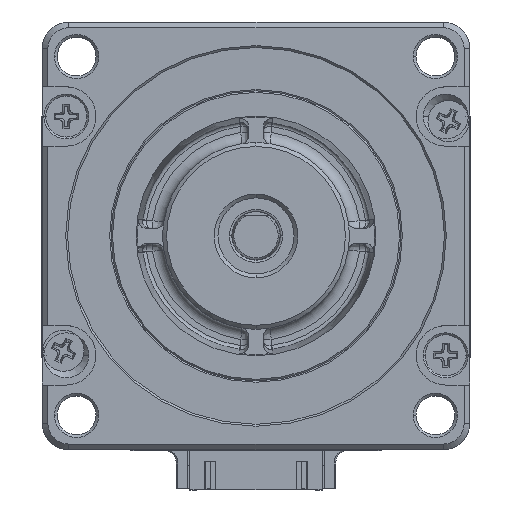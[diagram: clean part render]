
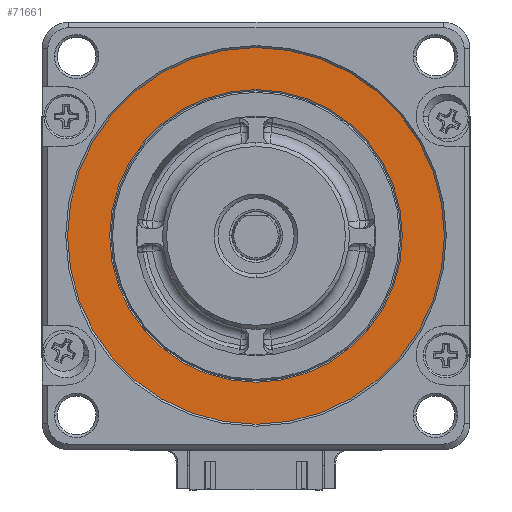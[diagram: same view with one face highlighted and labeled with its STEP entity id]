
A CAD part, top view. The second image highlights one B-rep face of the part: STEP entity #71661.
In plain terms, the highlighted planar face has unit normal (0, 0, 1).
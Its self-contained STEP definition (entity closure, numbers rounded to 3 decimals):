
#67056=CARTESIAN_POINT('',(0.,0.,-0.55));
#67057=DIRECTION('',(0.,0.,1.));
#67058=DIRECTION('',(0.,1.,0.));
#67059=AXIS2_PLACEMENT_3D('',#67056,#67057,#67058);
#67061=CARTESIAN_POINT('',(0.,0.,-0.55));
#67062=DIRECTION('',(0.,0.,-1.));
#67063=DIRECTION('',(0.,1.,0.));
#67064=AXIS2_PLACEMENT_3D('',#67061,#67062,#67063);
#67066=CARTESIAN_POINT('',(0.,0.,-0.55));
#67067=DIRECTION('',(0.,0.,-1.));
#67068=DIRECTION('',(0.,1.,0.));
#67069=AXIS2_PLACEMENT_3D('',#67066,#67067,#67068);
#67071=CARTESIAN_POINT('',(0.,0.,-0.55));
#67072=DIRECTION('',(0.,0.,1.));
#67073=DIRECTION('',(0.,1.,0.));
#67074=AXIS2_PLACEMENT_3D('',#67071,#67072,#67073);
#69166=CARTESIAN_POINT('',(0.,24.75,-0.55));
#69167=CARTESIAN_POINT('',(0.,-24.75,-0.55));
#69168=VERTEX_POINT('',#69166);
#69169=VERTEX_POINT('',#69167);
#69535=CARTESIAN_POINT('',(0.,19.223,-0.55));
#69537=VERTEX_POINT('',#69535);
#69539=CARTESIAN_POINT('',(0.,-19.223,-0.55));
#69541=VERTEX_POINT('',#69539);
#71646=CARTESIAN_POINT('',(0.,0.,-0.55));
#71647=DIRECTION('',(0.,0.,1.));
#71648=DIRECTION('',(0.,-1.,0.));
#71649=AXIS2_PLACEMENT_3D('',#71646,#71647,#71648);
#71650=PLANE('',#71649);
#71651=ORIENTED_EDGE('',*,*,#71640,.T.);
#71652=ORIENTED_EDGE('',*,*,#71626,.F.);
#71653=EDGE_LOOP('',(#71651,#71652));
#71654=FACE_OUTER_BOUND('',#71653,.F.);
#71656=ORIENTED_EDGE('',*,*,#71655,.T.);
#71658=ORIENTED_EDGE('',*,*,#71657,.F.);
#71659=EDGE_LOOP('',(#71656,#71658));
#71660=FACE_BOUND('',#71659,.F.);
#71661=ADVANCED_FACE('',(#71654,#71660),#71650,.T.);
#67060=CIRCLE('',#67059,19.223);
#67065=CIRCLE('',#67064,19.223);
#67070=CIRCLE('',#67069,24.75);
#67075=CIRCLE('',#67074,24.75);
#71626=EDGE_CURVE('',#69168,#69169,#67075,.T.);
#71640=EDGE_CURVE('',#69168,#69169,#67070,.T.);
#71655=EDGE_CURVE('',#69537,#69541,#67060,.T.);
#71657=EDGE_CURVE('',#69537,#69541,#67065,.T.);
